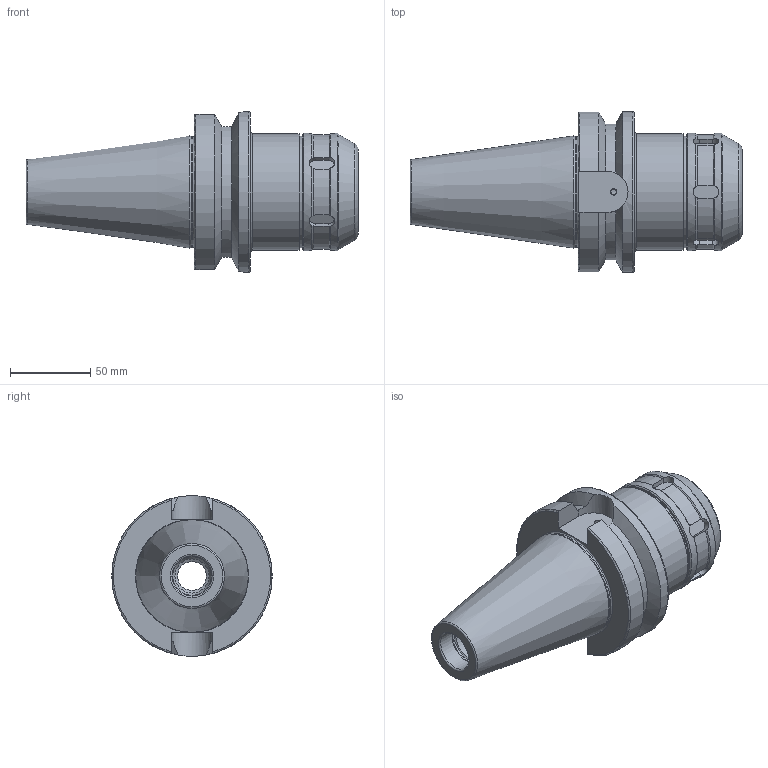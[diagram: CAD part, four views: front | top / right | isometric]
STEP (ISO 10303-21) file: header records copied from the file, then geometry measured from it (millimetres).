
FILE_DESCRIPTION((''),'2;1');
FILE_NAME('071000532105-3D.stp','2020-06-30T09:21:58',('nttooll'),(''),'Autodesk Inventor 2012','Autodesk Inventor 2012','');
FILE_SCHEMA(('AUTOMOTIVE_DESIGN { 1 0 10303 214 1 1 1 1 }'));
Length unit declared in the file: millimetre
Products named in the file (1): 071000532105-3D
Bounding box: 206.8 x 100 x 100 mm (x, y, z)
Volume: 625259.6 mm3; surface area: 77890.8 mm2
Topology: 1 solids, 1 shells, 114 faces, 287 edges, 184 vertices
Faces by surface type: cylinder 41, plane 35, cone 30, torus 8
Full cylindrical faces by diameter (mm): 3.4 x1, 4 x1, 18 x1, 21.3 x1, 24 x1, 25 x1, 25.4 x1, 32 x2, 32.5 x2, 68.9 x1, 69.4 x1, 72.5 x1, 73 x2, 100 x1
Entity records: 3536 total; most frequent: CARTESIAN_POINT 1022, DIRECTION 492, ORIENTED_EDGE 490, EDGE_CURVE 245, AXIS2_PLACEMENT_3D 211, VERTEX_POINT 179, EDGE_LOOP 164, FACE_OUTER_BOUND 114
